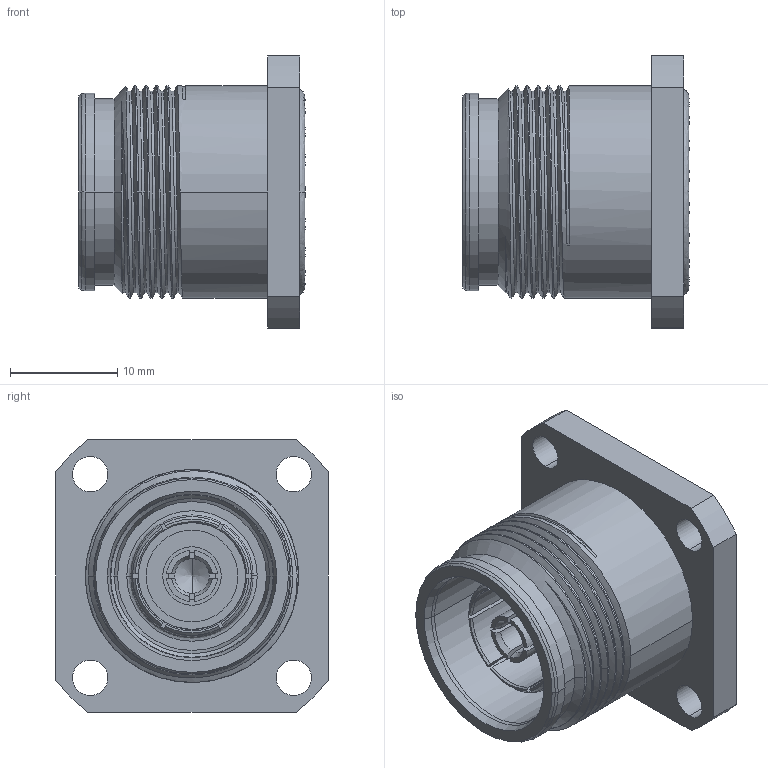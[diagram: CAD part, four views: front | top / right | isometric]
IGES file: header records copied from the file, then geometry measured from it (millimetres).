
Start section:  PTC IGES file: 431-127j-52s.igs
Global section: file name: 431-127j-52s.igs; native system: Creo Elements/Pro by Parametric Technology Corporation; preprocessor: 2014440; author: kelmes; organization: Unknown; date: 20160811.100301; units: millimetre
Bounding box: 21.1 x 25.4 x 25.4 mm (x, y, z)
Volume: 4689.9 mm3; surface area: 4837.4 mm2
Topology: 1 solids, 2 shells, 214 faces, 549 edges, 349 vertices
Faces by surface type: revolution 139, bspline 75
